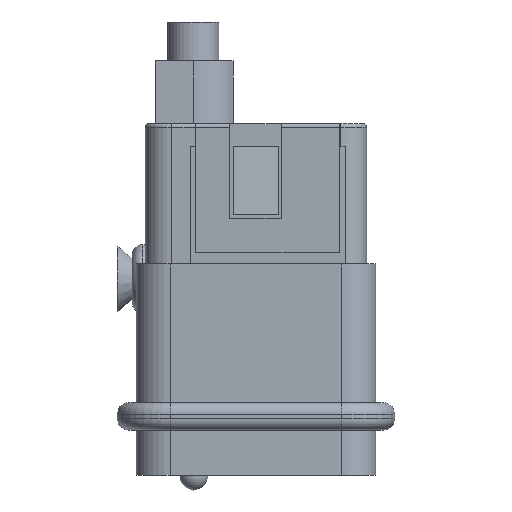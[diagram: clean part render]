
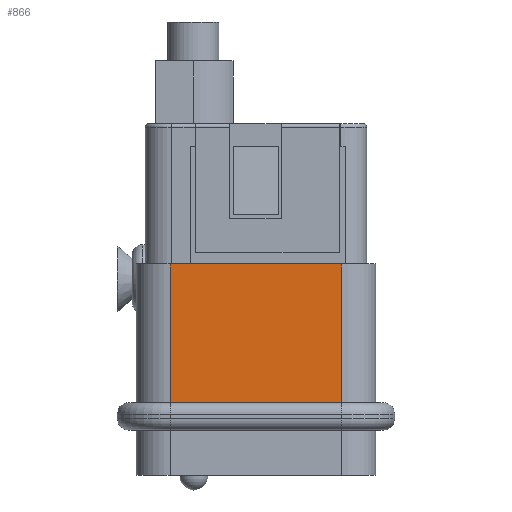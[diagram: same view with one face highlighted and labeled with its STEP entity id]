
A CAD part, left-side view. The second image highlights one B-rep face of the part: STEP entity #866.
In plain terms, the highlighted planar face has unit normal (-1, 0, 0).
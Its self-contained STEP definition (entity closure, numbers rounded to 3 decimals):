
#452=FACE_OUTER_BOUND('',#1726,.T.);
#866=ADVANCED_FACE('',(#452),#1311,.T.);
#1311=PLANE('',#8422);
#1726=EDGE_LOOP('',(#2955,#2956,#2957,#2958));
#2955=ORIENTED_EDGE('',*,*,#5981,.F.);
#2956=ORIENTED_EDGE('',*,*,#5731,.T.);
#2957=ORIENTED_EDGE('',*,*,#5982,.F.);
#2958=ORIENTED_EDGE('',*,*,#5747,.T.);
#4965=VERTEX_POINT('',#11549);
#4966=VERTEX_POINT('',#11550);
#4975=VERTEX_POINT('',#11579);
#4976=VERTEX_POINT('',#11581);
#5731=EDGE_CURVE('',#4965,#4966,#6886,.T.);
#5747=EDGE_CURVE('',#4976,#4975,#6893,.T.);
#5981=EDGE_CURVE('',#4965,#4975,#7074,.T.);
#5982=EDGE_CURVE('',#4976,#4966,#7075,.T.);
#6886=LINE('',#11548,#7587);
#6893=LINE('',#11580,#7594);
#7074=LINE('',#12042,#7775);
#7075=LINE('',#12043,#7776);
#7587=VECTOR('',#9190,1.);
#7594=VECTOR('',#9225,1.);
#7775=VECTOR('',#9634,1.);
#7776=VECTOR('',#9635,1.);
#8422=AXIS2_PLACEMENT_3D('',#12044,#9636,#9637);
#9190=DIRECTION('',(0.,0.,1.));
#9225=DIRECTION('',(0.,0.,-1.));
#9634=DIRECTION('',(0.,1.,0.));
#9635=DIRECTION('',(0.,-1.,0.));
#9636=DIRECTION('',(-1.,0.,0.));
#9637=DIRECTION('',(0.,0.,-1.));
#11548=CARTESIAN_POINT('',(-10.5,-7.5,17.6));
#11549=CARTESIAN_POINT('',(-10.5,-7.5,8.35));
#11550=CARTESIAN_POINT('',(-10.5,-7.5,20.85));
#11579=CARTESIAN_POINT('',(-10.5,7.5,8.35));
#11580=CARTESIAN_POINT('',(-10.5,7.5,17.6));
#11581=CARTESIAN_POINT('',(-10.5,7.5,20.85));
#12042=CARTESIAN_POINT('',(-10.5,7.5,8.35));
#12043=CARTESIAN_POINT('',(-10.5,-7.4,20.85));
#12044=CARTESIAN_POINT('',(-10.5,-7.4,31.15));
